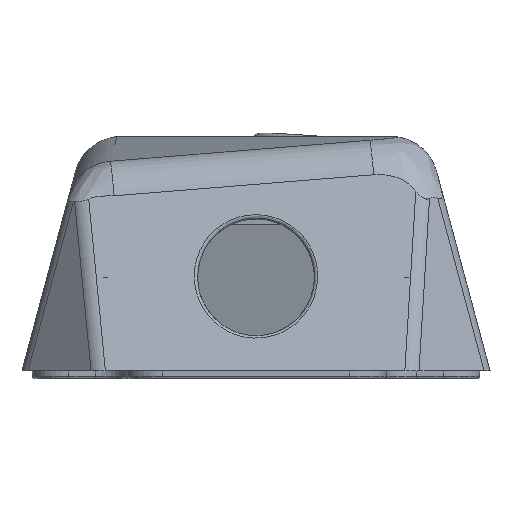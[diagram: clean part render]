
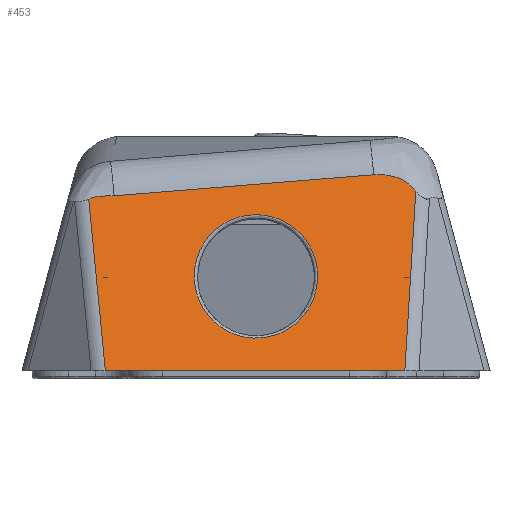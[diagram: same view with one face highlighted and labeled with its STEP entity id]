
A CAD part, front view. The second image highlights one B-rep face of the part: STEP entity #453.
In plain terms, the highlighted planar face has unit normal (0, -0.966, 0.259).
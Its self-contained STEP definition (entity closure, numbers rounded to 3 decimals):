
#86 = VERTEX_POINT('',#87);
#87 = CARTESIAN_POINT('',(9.23,-63.714,22.136
    ));
#93 = EDGE_CURVE('',#86,#86,#94,.T.);
#94 = ( BOUNDED_CURVE() B_SPLINE_CURVE(12,(#95,#96,#97,#98,#99,#100,#101
    ,#102,#103,#104,#105,#106,#107,#108,#109,#110,#111,#112,#113,#114,
    #115,#116,#117,#118,#119,#120,#121,#122,#123,#124,#125,#126,#127,
#128,#129),.UNSPECIFIED.,.T.,.F.) B_SPLINE_CURVE_WITH_KNOTS((13,11,11,13
    ),(-0.134,0.,27.845,55.69),
.UNSPECIFIED.) CURVE() GEOMETRIC_REPRESENTATION_ITEM() 
RATIONAL_B_SPLINE_CURVE((1.,1.,1.,1.,
    1.,1.,1.,1.,
    1.,1.,1.,1.,1.,1.,1.,1.,
    1.,1.,1.,1.,
    1.,1.,1.,1.,1.,1.,1.,
    1.,1.,1.,1.,
1.,1.,1.,1.)) REPRESENTATION_ITEM('') );
#95 = CARTESIAN_POINT('',(9.23,-63.714,22.136
    ));
#96 = CARTESIAN_POINT('',(9.23,-63.717,22.125
    ));
#97 = CARTESIAN_POINT('',(9.23,-63.72,22.114)
  );
#98 = CARTESIAN_POINT('',(9.23,-63.723,22.102)
  );
#99 = CARTESIAN_POINT('',(9.23,-63.726,22.091
    ));
#100 = CARTESIAN_POINT('',(9.23,-63.729,22.08
    ));
#101 = CARTESIAN_POINT('',(9.23,-63.732,
    22.068));
#102 = CARTESIAN_POINT('',(9.23,-63.735,
    22.057));
#103 = CARTESIAN_POINT('',(9.23,-63.738,22.045
    ));
#104 = CARTESIAN_POINT('',(9.229,-63.741,
    22.034));
#105 = CARTESIAN_POINT('',(9.229,-63.744,22.023
    ));
#106 = CARTESIAN_POINT('',(9.229,-63.747,
    22.011));
#107 = CARTESIAN_POINT('',(9.196,-64.384,19.633
    ));
#108 = CARTESIAN_POINT('',(8.5,-65.022,
    17.254));
#109 = CARTESIAN_POINT('',(7.126,-65.604,
    15.08));
#110 = CARTESIAN_POINT('',(5.141,-66.072,13.334
    ));
#111 = CARTESIAN_POINT('',(2.706,-66.373,
    12.21));
#112 = CARTESIAN_POINT('',(0.039,-66.478,
    11.82));
#113 = CARTESIAN_POINT('',(-2.624,-66.377,
    12.196));
#114 = CARTESIAN_POINT('',(-5.051,-66.082,
    13.296));
#115 = CARTESIAN_POINT('',(-7.041,-65.624,
    15.006));
#116 = CARTESIAN_POINT('',(-8.443,-65.049,
    17.152));
#117 = CARTESIAN_POINT('',(-9.176,-64.412,
    19.53));
#118 = CARTESIAN_POINT('',(-9.279,-63.125,
    24.332));
#119 = CARTESIAN_POINT('',(-8.649,-62.476,
    26.756));
#120 = CARTESIAN_POINT('',(-7.328,-61.877,
    28.992));
#121 = CARTESIAN_POINT('',(-5.362,-61.384,
    30.832));
#122 = CARTESIAN_POINT('',(-2.912,-61.059,
    32.045));
#123 = CARTESIAN_POINT('',(-0.123,-60.921,
    32.559));
#124 = CARTESIAN_POINT('',(2.694,-61.039,
    32.119));
#125 = CARTESIAN_POINT('',(5.185,-61.351,30.952
    ));
#126 = CARTESIAN_POINT('',(7.202,-61.838,
    29.136));
#127 = CARTESIAN_POINT('',(8.563,-62.434,
    26.911));
#128 = CARTESIAN_POINT('',(9.228,-63.079,
    24.505));
#129 = CARTESIAN_POINT('',(9.23,-63.714,
    22.136));
#453 = ADVANCED_FACE('',(#454,#457),#521,.F.);
#454 = FACE_BOUND('',#455,.F.);
#455 = EDGE_LOOP('',(#456));
#456 = ORIENTED_EDGE('',*,*,#93,.F.);
#457 = FACE_BOUND('',#458,.F.);
#458 = EDGE_LOOP('',(#459,#469,#484,#492,#507,#515));
#459 = ORIENTED_EDGE('',*,*,#460,.T.);
#460 = EDGE_CURVE('',#461,#463,#465,.T.);
#461 = VERTEX_POINT('',#462);
#462 = CARTESIAN_POINT('',(-22.535,-67.501,8.));
#463 = VERTEX_POINT('',#464);
#464 = CARTESIAN_POINT('',(-25.019,-60.627,
    33.654));
#465 = LINE('',#466,#467);
#466 = CARTESIAN_POINT('',(-21.771,-69.615,
    0.111));
#467 = VECTOR('',#468,1.);
#468 = DIRECTION('',(-0.093,0.258,0.962)
  );
#469 = ORIENTED_EDGE('',*,*,#470,.F.);
#470 = EDGE_CURVE('',#471,#463,#473,.T.);
#471 = VERTEX_POINT('',#472);
#472 = CARTESIAN_POINT('',(-21.222,-60.484,
    34.19));
#473 = B_SPLINE_CURVE_WITH_KNOTS('',9,(#474,#475,#476,#477,#478,#479,
    #480,#481,#482,#483),.UNSPECIFIED.,.F.,.F.,(10,10),(0.,1.),
  .PIECEWISE_BEZIER_KNOTS.);
#474 = CARTESIAN_POINT('',(-21.222,-60.484,
    34.19));
#475 = CARTESIAN_POINT('',(-21.913,-60.499,
    34.134));
#476 = CARTESIAN_POINT('',(-22.61,-60.494,
    34.153));
#477 = CARTESIAN_POINT('',(-23.295,-60.484,
    34.189));
#478 = CARTESIAN_POINT('',(-23.998,-60.493,34.155
    ));
#479 = CARTESIAN_POINT('',(-24.683,-60.523,
    34.044));
#480 = CARTESIAN_POINT('',(-25.411,-60.612,
    33.713));
#481 = CARTESIAN_POINT('',(-25.928,-60.771,
    33.117));
#482 = CARTESIAN_POINT('',(-26.143,-60.957,
    32.426));
#483 = CARTESIAN_POINT('',(-26.079,-61.135,
    31.759));
#484 = ORIENTED_EDGE('',*,*,#485,.T.);
#485 = EDGE_CURVE('',#471,#486,#488,.T.);
#486 = VERTEX_POINT('',#487);
#487 = CARTESIAN_POINT('',(17.601,-59.643,
    37.328));
#488 = LINE('',#489,#490);
#489 = CARTESIAN_POINT('',(-26.325,-60.594,
    33.778));
#490 = VECTOR('',#491,1.);
#491 = DIRECTION('',(0.997,0.022,0.081)
  );
#492 = ORIENTED_EDGE('',*,*,#493,.T.);
#493 = EDGE_CURVE('',#486,#494,#496,.T.);
#494 = VERTEX_POINT('',#495);
#495 = CARTESIAN_POINT('',(23.9,-60.294,
    34.899));
#496 = B_SPLINE_CURVE_WITH_KNOTS('',9,(#497,#498,#499,#500,#501,#502,
    #503,#504,#505,#506),.UNSPECIFIED.,.F.,.F.,(10,10),(0.,1.),
  .PIECEWISE_BEZIER_KNOTS.);
#497 = CARTESIAN_POINT('',(17.601,-59.643,
    37.328));
#498 = CARTESIAN_POINT('',(18.803,-59.617,
    37.425));
#499 = CARTESIAN_POINT('',(20.019,-59.632,
    37.371));
#500 = CARTESIAN_POINT('',(21.228,-59.698,
    37.123));
#501 = CARTESIAN_POINT('',(22.387,-59.826,
    36.646));
#502 = CARTESIAN_POINT('',(23.431,-60.022,
    35.915));
#503 = CARTESIAN_POINT('',(24.252,-60.282,
    34.943));
#504 = CARTESIAN_POINT('',(24.776,-60.583,33.821)
  );
#505 = CARTESIAN_POINT('',(24.992,-60.899,
    32.641));
#506 = CARTESIAN_POINT('',(24.921,-61.211,
    31.478));
#507 = ORIENTED_EDGE('',*,*,#508,.T.);
#508 = EDGE_CURVE('',#494,#509,#511,.T.);
#509 = VERTEX_POINT('',#510);
#510 = CARTESIAN_POINT('',(22.261,-67.501,8.));
#511 = LINE('',#512,#513);
#512 = CARTESIAN_POINT('',(23.696,-61.192,
    31.547));
#513 = VECTOR('',#514,1.);
#514 = DIRECTION('',(-0.059,-0.258,-0.964
    ));
#515 = ORIENTED_EDGE('',*,*,#516,.F.);
#516 = EDGE_CURVE('',#461,#509,#517,.T.);
#517 = LINE('',#518,#519);
#518 = CARTESIAN_POINT('',(50.,-67.501,8.));
#519 = VECTOR('',#520,1.);
#520 = DIRECTION('',(1.,0.,0.));
#521 = PLANE('',#522);
#522 = AXIS2_PLACEMENT_3D('',#523,#524,#525);
#523 = CARTESIAN_POINT('',(100.,-69.645,0.));
#524 = DIRECTION('',(0.,0.966,-0.259)
  );
#525 = DIRECTION('',(0.,0.259,0.966)
  );
